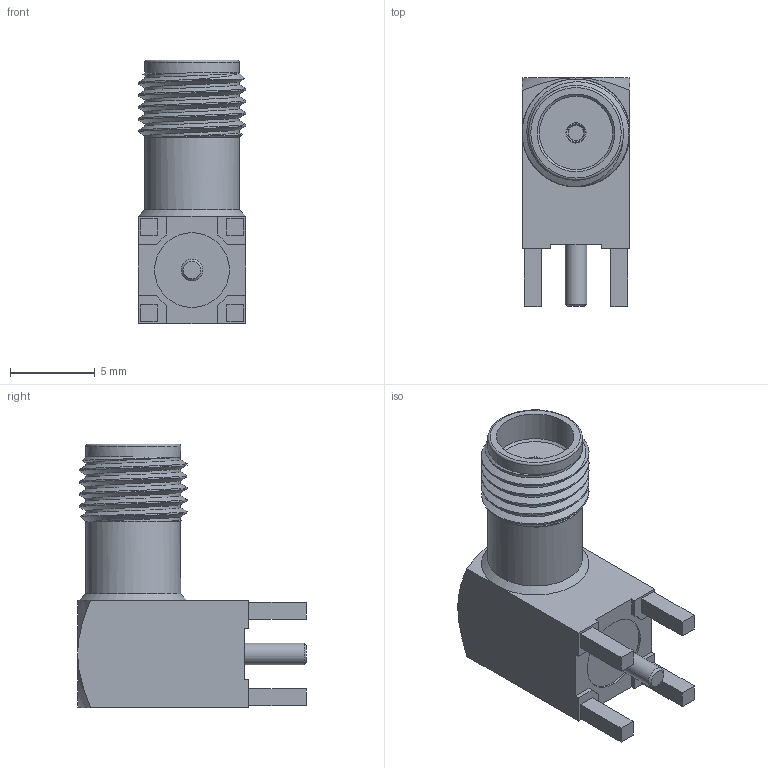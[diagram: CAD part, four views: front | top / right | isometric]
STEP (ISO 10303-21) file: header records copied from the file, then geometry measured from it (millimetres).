
FILE_DESCRIPTION (( 'STEP AP203' ), '1' );
FILE_NAME ('LCCN3211_3D.step', '2022-05-02T19:22:22', ( '' ), ( '' ), 'SwSTEP 2.0', 'SolidWorks 2021', '' );
FILE_SCHEMA (( 'CONFIG_CONTROL_DESIGN' ));
Length unit declared in the file: inch
Products named in the file (1): LCCN3211_3D
Bounding box: 6.35 x 13.48 x 15.55 mm (x, y, z)
Volume: 617.1 mm3; surface area: 643.3 mm2
Topology: 1 solids, 1 shells, 78 faces, 191 edges, 124 vertices
Faces by surface type: plane 51, cylinder 12, cone 11, bspline 3, torus 1
Full cylindrical faces by diameter (mm): 0.94 x1, 1.194 x1, 1.27 x1, 4.405 x1, 4.572 x1, 5.582 x2
Entity records: 4090 total; most frequent: CARTESIAN_POINT 2275, ORIENTED_EDGE 350, DIRECTION 340, EDGE_CURVE 175, VERTEX_POINT 119, AXIS2_PLACEMENT_3D 114, VECTOR 112, LINE 112
